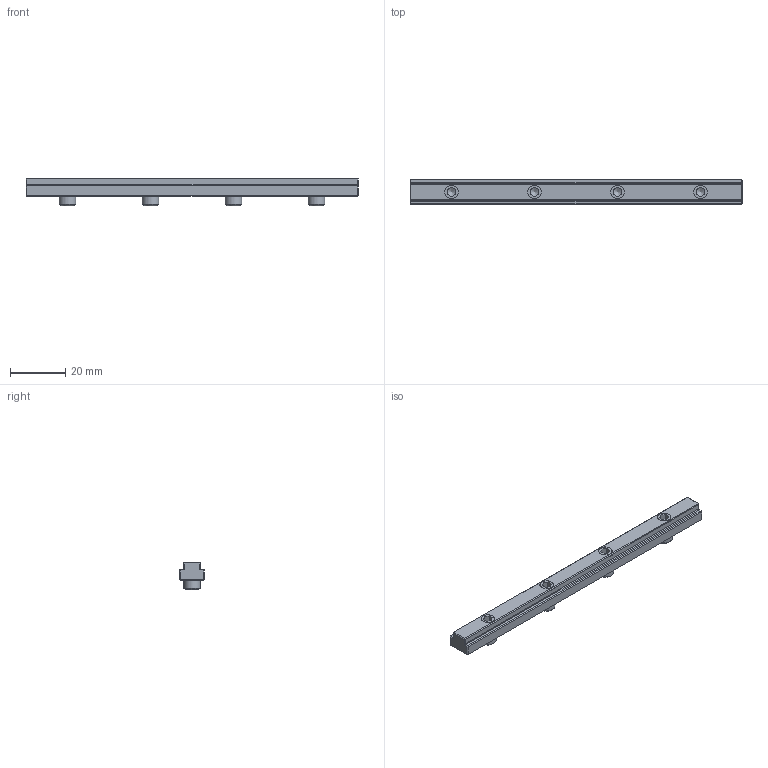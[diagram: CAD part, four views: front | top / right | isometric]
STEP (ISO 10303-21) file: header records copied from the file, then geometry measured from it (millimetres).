
FILE_DESCRIPTION((''),'2;1');
FILE_NAME('321307.ipt.stp','2010-09-05T12:19:02',(''),(''),'Autodesk Inventor 2010','Autodesk Inventor 2010','');
FILE_SCHEMA(('AUTOMOTIVE_DESIGN { 1 0 10303 214 1 1 1 1 }'));
Length unit declared in the file: millimetre
Products named in the file (1): 321307
Bounding box: 120 x 9 x 10 mm (x, y, z)
Volume: 6614.6 mm3; surface area: 5000.8 mm2
Topology: 5 solids, 5 shells, 99 faces, 219 edges, 130 vertices
Faces by surface type: plane 73, cone 16, cylinder 6, bspline 4
Full cylindrical faces by diameter (mm): 6 x4
Entity records: 2657 total; most frequent: CARTESIAN_POINT 529, DIRECTION 391, ORIENTED_EDGE 382, EDGE_CURVE 191, VECTOR 135, LINE 135, AXIS2_PLACEMENT_3D 128, EDGE_LOOP 127
